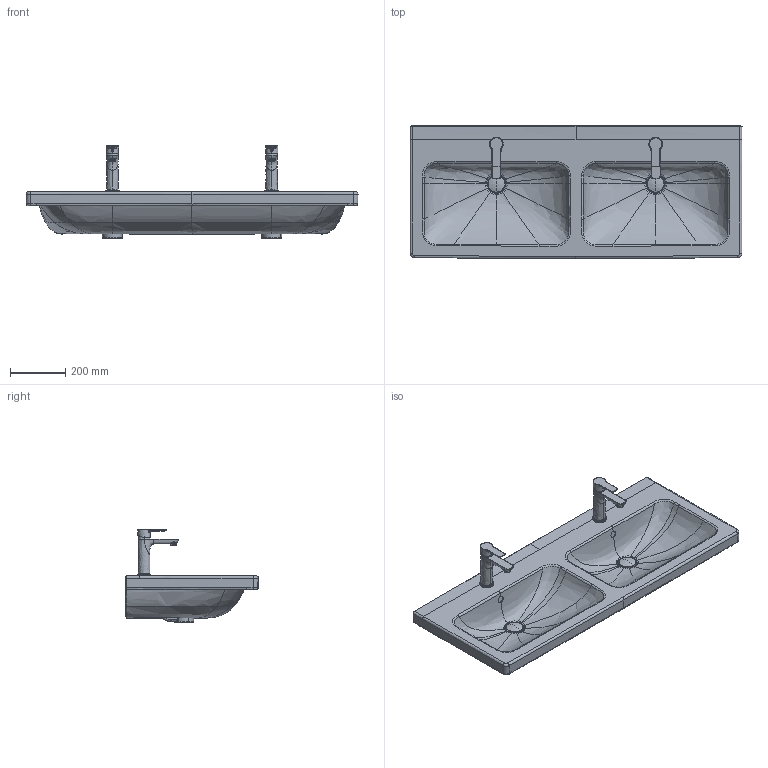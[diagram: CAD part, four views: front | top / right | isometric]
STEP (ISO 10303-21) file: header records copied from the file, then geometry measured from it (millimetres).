
FILE_DESCRIPTION(/* description */ (''),/* implementation_level */ '2;1');
FILE_NAME(/* name */ '2400120000',/* time_stamp */ '2023-07-19T13:53:24+02:00',/* author */ (''),/* organization */ (''),/* preprocessor_version */ 'ST-DEVELOPER v15',/* originating_system */ '',/* authorisation */ '');
FILE_SCHEMA (('AUTOMOTIVE_DESIGN'));
Length unit declared in the file: millimetre
Products named in the file (1): Document
Bounding box: 1200.04 x 480.07 x 334.36 mm (x, y, z)
Volume: 34829575.3 mm3; surface area: 1981144.6 mm2
Topology: 9 solids, 21 shells, 909 faces, 2218 edges, 1333 vertices
Faces by surface type: bspline 767, plane 142
Entity records: 138811 total; most frequent: CARTESIAN_POINT 125715, ORIENTED_EDGE 4328, EDGE_CURVE 2196, B_SPLINE_CURVE_WITH_KNOTS 1493, VERTEX_POINT 1333, EDGE_LOOP 969, ADVANCED_FACE 909, FACE_OUTER_BOUND 909
